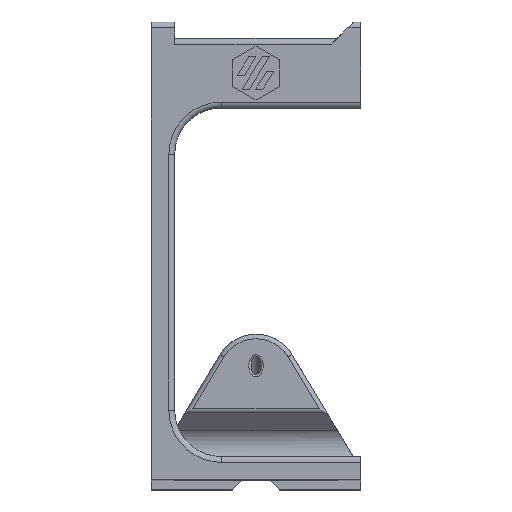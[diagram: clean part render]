
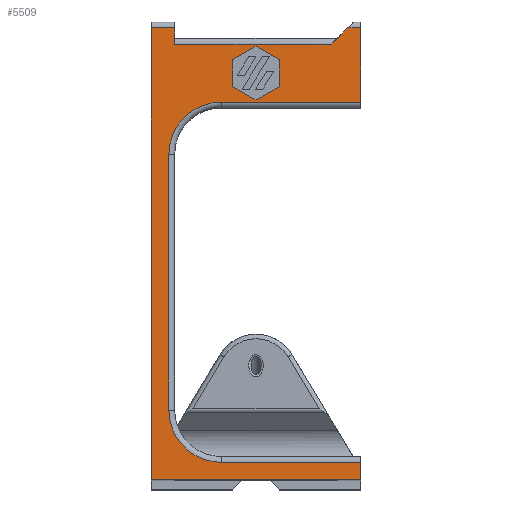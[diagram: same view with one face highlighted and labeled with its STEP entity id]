
A CAD part, top view. The second image highlights one B-rep face of the part: STEP entity #5509.
In plain terms, the highlighted planar face has unit normal (0, 0, 1).
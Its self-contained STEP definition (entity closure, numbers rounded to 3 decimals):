
#637 = VERTEX_POINT('',#638);
#638 = CARTESIAN_POINT('',(0.,0.,10.));
#644 = EDGE_CURVE('',#645,#637,#647,.T.);
#645 = VERTEX_POINT('',#646);
#646 = CARTESIAN_POINT('',(0.,194.5,10.));
#647 = LINE('',#648,#649);
#648 = CARTESIAN_POINT('',(0.,197.,10.));
#649 = VECTOR('',#650,1.);
#650 = DIRECTION('',(0.,-1.,0.));
#3784 = VERTEX_POINT('',#3785);
#3785 = CARTESIAN_POINT('',(90.,0.,10.));
#3791 = EDGE_CURVE('',#637,#3784,#3792,.T.);
#3792 = LINE('',#3793,#3794);
#3793 = CARTESIAN_POINT('',(0.,0.,10.));
#3794 = VECTOR('',#3795,1.);
#3795 = DIRECTION('',(1.,0.,0.));
#5509 = ADVANCED_FACE('',(#5510,#5626),#5676,.T.);
#5510 = FACE_BOUND('',#5511,.T.);
#5511 = EDGE_LOOP('',(#5512,#5522,#5530,#5538,#5546,#5554,#5562,#5570,
    #5576,#5577,#5578,#5586,#5594,#5603,#5611,#5620));
#5512 = ORIENTED_EDGE('',*,*,#5513,.T.);
#5513 = EDGE_CURVE('',#5514,#5516,#5518,.T.);
#5514 = VERTEX_POINT('',#5515);
#5515 = CARTESIAN_POINT('',(90.,162.5,10.));
#5516 = VERTEX_POINT('',#5517);
#5517 = CARTESIAN_POINT('',(90.,194.5,10.));
#5518 = LINE('',#5519,#5520);
#5519 = CARTESIAN_POINT('',(90.,160.,10.));
#5520 = VECTOR('',#5521,1.);
#5521 = DIRECTION('',(0.,1.,0.));
#5522 = ORIENTED_EDGE('',*,*,#5523,.T.);
#5523 = EDGE_CURVE('',#5516,#5524,#5526,.T.);
#5524 = VERTEX_POINT('',#5525);
#5525 = CARTESIAN_POINT('',(84.5,194.5,10.));
#5526 = LINE('',#5527,#5528);
#5527 = CARTESIAN_POINT('',(90.,194.5,10.));
#5528 = VECTOR('',#5529,1.);
#5529 = DIRECTION('',(-1.,0.,0.));
#5530 = ORIENTED_EDGE('',*,*,#5531,.T.);
#5531 = EDGE_CURVE('',#5524,#5532,#5534,.T.);
#5532 = VERTEX_POINT('',#5533);
#5533 = CARTESIAN_POINT('',(80.,190.,10.));
#5534 = LINE('',#5535,#5536);
#5535 = CARTESIAN_POINT('',(87.,197.,10.));
#5536 = VECTOR('',#5537,1.);
#5537 = DIRECTION('',(-0.707,-0.707,0.));
#5538 = ORIENTED_EDGE('',*,*,#5539,.T.);
#5539 = EDGE_CURVE('',#5532,#5540,#5542,.T.);
#5540 = VERTEX_POINT('',#5541);
#5541 = CARTESIAN_POINT('',(77.5,187.5,10.));
#5542 = LINE('',#5543,#5544);
#5543 = CARTESIAN_POINT('',(47.698,157.698,10.));
#5544 = VECTOR('',#5545,1.);
#5545 = DIRECTION('',(-0.707,-0.707,0.));
#5546 = ORIENTED_EDGE('',*,*,#5547,.T.);
#5547 = EDGE_CURVE('',#5540,#5548,#5550,.T.);
#5548 = VERTEX_POINT('',#5549);
#5549 = CARTESIAN_POINT('',(10.,187.5,10.));
#5550 = LINE('',#5551,#5552);
#5551 = CARTESIAN_POINT('',(80.,187.5,10.));
#5552 = VECTOR('',#5553,1.);
#5553 = DIRECTION('',(-1.,0.,0.));
#5554 = ORIENTED_EDGE('',*,*,#5555,.F.);
#5555 = EDGE_CURVE('',#5556,#5548,#5558,.T.);
#5556 = VERTEX_POINT('',#5557);
#5557 = CARTESIAN_POINT('',(10.,190.,10.));
#5558 = LINE('',#5559,#5560);
#5559 = CARTESIAN_POINT('',(10.,143.222,10.));
#5560 = VECTOR('',#5561,1.);
#5561 = DIRECTION('',(0.,-1.,0.));
#5562 = ORIENTED_EDGE('',*,*,#5563,.T.);
#5563 = EDGE_CURVE('',#5556,#5564,#5566,.T.);
#5564 = VERTEX_POINT('',#5565);
#5565 = CARTESIAN_POINT('',(10.,194.5,10.));
#5566 = LINE('',#5567,#5568);
#5567 = CARTESIAN_POINT('',(10.,190.,10.));
#5568 = VECTOR('',#5569,1.);
#5569 = DIRECTION('',(0.,1.,0.));
#5570 = ORIENTED_EDGE('',*,*,#5571,.T.);
#5571 = EDGE_CURVE('',#5564,#645,#5572,.T.);
#5572 = LINE('',#5573,#5574);
#5573 = CARTESIAN_POINT('',(10.,194.5,10.));
#5574 = VECTOR('',#5575,1.);
#5575 = DIRECTION('',(-1.,0.,0.));
#5576 = ORIENTED_EDGE('',*,*,#644,.T.);
#5577 = ORIENTED_EDGE('',*,*,#3791,.T.);
#5578 = ORIENTED_EDGE('',*,*,#5579,.T.);
#5579 = EDGE_CURVE('',#3784,#5580,#5582,.T.);
#5580 = VERTEX_POINT('',#5581);
#5581 = CARTESIAN_POINT('',(90.,7.5,10.));
#5582 = LINE('',#5583,#5584);
#5583 = CARTESIAN_POINT('',(90.,0.,10.));
#5584 = VECTOR('',#5585,1.);
#5585 = DIRECTION('',(0.,1.,0.));
#5586 = ORIENTED_EDGE('',*,*,#5587,.T.);
#5587 = EDGE_CURVE('',#5580,#5588,#5590,.T.);
#5588 = VERTEX_POINT('',#5589);
#5589 = CARTESIAN_POINT('',(30.,7.5,10.));
#5590 = LINE('',#5591,#5592);
#5591 = CARTESIAN_POINT('',(90.,7.5,10.));
#5592 = VECTOR('',#5593,1.);
#5593 = DIRECTION('',(-1.,0.,0.));
#5594 = ORIENTED_EDGE('',*,*,#5595,.T.);
#5595 = EDGE_CURVE('',#5588,#5596,#5598,.T.);
#5596 = VERTEX_POINT('',#5597);
#5597 = CARTESIAN_POINT('',(7.5,30.,10.));
#5598 = CIRCLE('',#5599,22.5);
#5599 = AXIS2_PLACEMENT_3D('',#5600,#5601,#5602);
#5600 = CARTESIAN_POINT('',(30.,30.,10.));
#5601 = DIRECTION('',(-0.,0.,-1.));
#5602 = DIRECTION('',(0.,-1.,0.));
#5603 = ORIENTED_EDGE('',*,*,#5604,.T.);
#5604 = EDGE_CURVE('',#5596,#5605,#5607,.T.);
#5605 = VERTEX_POINT('',#5606);
#5606 = CARTESIAN_POINT('',(7.5,140.,10.));
#5607 = LINE('',#5608,#5609);
#5608 = CARTESIAN_POINT('',(7.5,30.,10.));
#5609 = VECTOR('',#5610,1.);
#5610 = DIRECTION('',(0.,1.,0.));
#5611 = ORIENTED_EDGE('',*,*,#5612,.T.);
#5612 = EDGE_CURVE('',#5605,#5613,#5615,.T.);
#5613 = VERTEX_POINT('',#5614);
#5614 = CARTESIAN_POINT('',(30.,162.5,10.));
#5615 = CIRCLE('',#5616,22.5);
#5616 = AXIS2_PLACEMENT_3D('',#5617,#5618,#5619);
#5617 = CARTESIAN_POINT('',(30.,140.,10.));
#5618 = DIRECTION('',(0.,0.,-1.));
#5619 = DIRECTION('',(-1.,0.,0.));
#5620 = ORIENTED_EDGE('',*,*,#5621,.T.);
#5621 = EDGE_CURVE('',#5613,#5514,#5622,.T.);
#5622 = LINE('',#5623,#5624);
#5623 = CARTESIAN_POINT('',(30.,162.5,10.));
#5624 = VECTOR('',#5625,1.);
#5625 = DIRECTION('',(1.,0.,0.));
#5626 = FACE_BOUND('',#5627,.T.);
#5627 = EDGE_LOOP('',(#5628,#5638,#5646,#5654,#5662,#5670));
#5628 = ORIENTED_EDGE('',*,*,#5629,.F.);
#5629 = EDGE_CURVE('',#5630,#5632,#5634,.T.);
#5630 = VERTEX_POINT('',#5631);
#5631 = CARTESIAN_POINT('',(55.,169.226,10.));
#5632 = VERTEX_POINT('',#5633);
#5633 = CARTESIAN_POINT('',(55.,180.774,10.));
#5634 = LINE('',#5635,#5636);
#5635 = CARTESIAN_POINT('',(55.,169.226,10.));
#5636 = VECTOR('',#5637,1.);
#5637 = DIRECTION('',(0.,1.,0.));
#5638 = ORIENTED_EDGE('',*,*,#5639,.F.);
#5639 = EDGE_CURVE('',#5640,#5630,#5642,.T.);
#5640 = VERTEX_POINT('',#5641);
#5641 = CARTESIAN_POINT('',(45.,163.453,10.));
#5642 = LINE('',#5643,#5644);
#5643 = CARTESIAN_POINT('',(45.,163.453,10.));
#5644 = VECTOR('',#5645,1.);
#5645 = DIRECTION('',(0.866,0.5,0.));
#5646 = ORIENTED_EDGE('',*,*,#5647,.F.);
#5647 = EDGE_CURVE('',#5648,#5640,#5650,.T.);
#5648 = VERTEX_POINT('',#5649);
#5649 = CARTESIAN_POINT('',(35.,169.226,10.));
#5650 = LINE('',#5651,#5652);
#5651 = CARTESIAN_POINT('',(35.,169.226,10.));
#5652 = VECTOR('',#5653,1.);
#5653 = DIRECTION('',(0.866,-0.5,0.));
#5654 = ORIENTED_EDGE('',*,*,#5655,.F.);
#5655 = EDGE_CURVE('',#5656,#5648,#5658,.T.);
#5656 = VERTEX_POINT('',#5657);
#5657 = CARTESIAN_POINT('',(35.,180.774,10.));
#5658 = LINE('',#5659,#5660);
#5659 = CARTESIAN_POINT('',(35.,180.774,10.));
#5660 = VECTOR('',#5661,1.);
#5661 = DIRECTION('',(0.,-1.,0.));
#5662 = ORIENTED_EDGE('',*,*,#5663,.F.);
#5663 = EDGE_CURVE('',#5664,#5656,#5666,.T.);
#5664 = VERTEX_POINT('',#5665);
#5665 = CARTESIAN_POINT('',(45.,186.547,10.));
#5666 = LINE('',#5667,#5668);
#5667 = CARTESIAN_POINT('',(45.,186.547,10.));
#5668 = VECTOR('',#5669,1.);
#5669 = DIRECTION('',(-0.866,-0.5,0.));
#5670 = ORIENTED_EDGE('',*,*,#5671,.F.);
#5671 = EDGE_CURVE('',#5632,#5664,#5672,.T.);
#5672 = LINE('',#5673,#5674);
#5673 = CARTESIAN_POINT('',(55.,180.774,10.));
#5674 = VECTOR('',#5675,1.);
#5675 = DIRECTION('',(-0.866,0.5,0.));
#5676 = PLANE('',#5677);
#5677 = AXIS2_PLACEMENT_3D('',#5678,#5679,#5680);
#5678 = CARTESIAN_POINT('',(30.348,96.444,10.));
#5679 = DIRECTION('',(0.,0.,1.));
#5680 = DIRECTION('',(1.,0.,0.));
